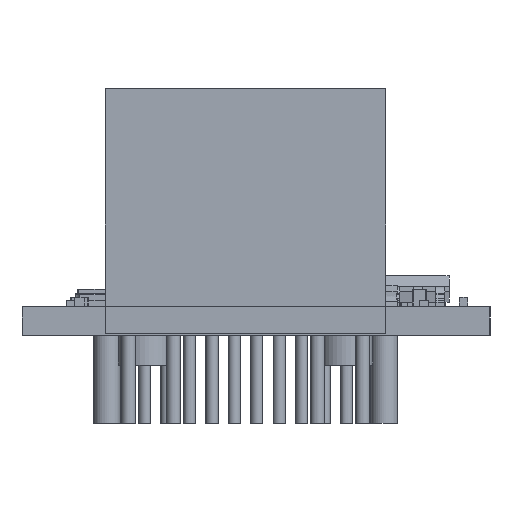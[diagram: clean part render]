
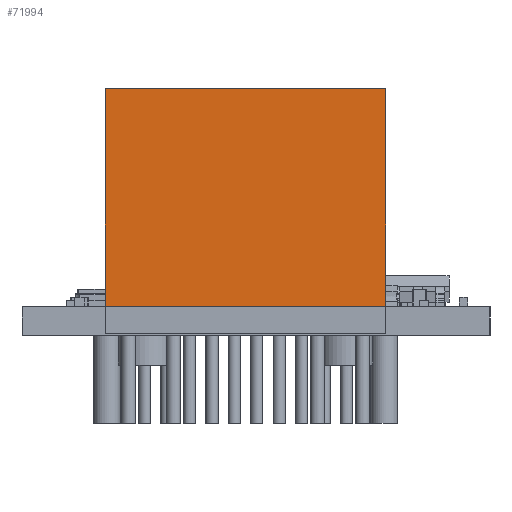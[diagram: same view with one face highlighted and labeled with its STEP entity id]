
A CAD part, left-side view. The second image highlights one B-rep face of the part: STEP entity #71994.
In plain terms, the highlighted face is planar.
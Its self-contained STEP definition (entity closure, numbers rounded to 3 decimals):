
#71994 = ADVANCED_FACE('',(#71995),#72029,.F.);
#71995 = FACE_BOUND('',#71996,.F.);
#71996 = EDGE_LOOP('',(#71997,#72007,#72015,#72023));
#71997 = ORIENTED_EDGE('',*,*,#71998,.T.);
#71998 = EDGE_CURVE('',#71999,#72001,#72003,.T.);
#71999 = VERTEX_POINT('',#72000);
#72000 = CARTESIAN_POINT('',(-2.235,-19.86,0.));
#72001 = VERTEX_POINT('',#72002);
#72002 = CARTESIAN_POINT('',(-2.235,-19.86,13.85));
#72003 = LINE('',#72004,#72005);
#72004 = CARTESIAN_POINT('',(-2.235,-19.86,0.));
#72005 = VECTOR('',#72006,1.);
#72006 = DIRECTION('',(0.,0.,1.));
#72007 = ORIENTED_EDGE('',*,*,#72008,.T.);
#72008 = EDGE_CURVE('',#72001,#72009,#72011,.T.);
#72009 = VERTEX_POINT('',#72010);
#72010 = CARTESIAN_POINT('',(13.665,-19.86,13.85));
#72011 = LINE('',#72012,#72013);
#72012 = CARTESIAN_POINT('',(-2.235,-19.86,13.85));
#72013 = VECTOR('',#72014,1.);
#72014 = DIRECTION('',(1.,0.,0.));
#72015 = ORIENTED_EDGE('',*,*,#72016,.F.);
#72016 = EDGE_CURVE('',#72017,#72009,#72019,.T.);
#72017 = VERTEX_POINT('',#72018);
#72018 = CARTESIAN_POINT('',(13.665,-19.86,0.));
#72019 = LINE('',#72020,#72021);
#72020 = CARTESIAN_POINT('',(13.665,-19.86,0.));
#72021 = VECTOR('',#72022,1.);
#72022 = DIRECTION('',(0.,0.,1.));
#72023 = ORIENTED_EDGE('',*,*,#72024,.F.);
#72024 = EDGE_CURVE('',#71999,#72017,#72025,.T.);
#72025 = LINE('',#72026,#72027);
#72026 = CARTESIAN_POINT('',(-2.235,-19.86,0.));
#72027 = VECTOR('',#72028,1.);
#72028 = DIRECTION('',(1.,0.,0.));
#72029 = PLANE('',#72030);
#72030 = AXIS2_PLACEMENT_3D('',#72031,#72032,#72033);
#72031 = CARTESIAN_POINT('',(-2.235,-19.86,0.));
#72032 = DIRECTION('',(0.,1.,0.));
#72033 = DIRECTION('',(1.,0.,0.));
